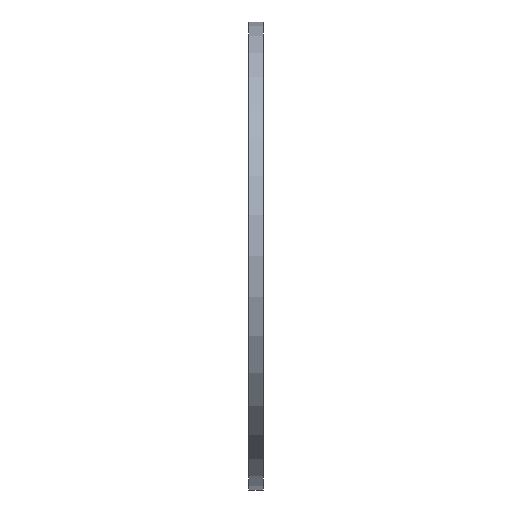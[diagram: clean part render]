
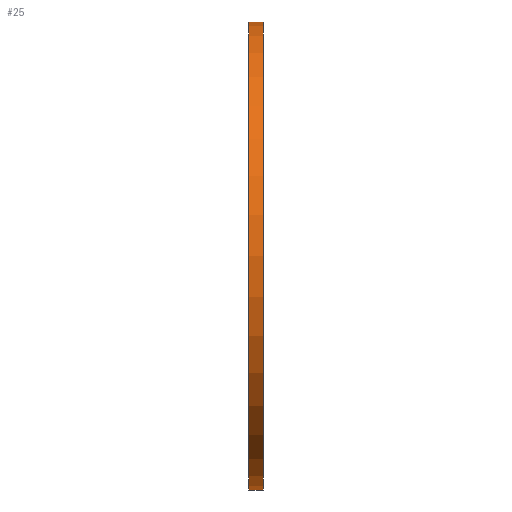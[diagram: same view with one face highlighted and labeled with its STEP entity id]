
A CAD part, left-side view. The second image highlights one B-rep face of the part: STEP entity #25.
In plain terms, the highlighted cylindrical face has radius 50 mm (diameter 100 mm), a partial arc.
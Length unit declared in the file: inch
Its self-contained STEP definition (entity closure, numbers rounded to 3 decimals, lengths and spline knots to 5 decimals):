
#25 = ADVANCED_FACE ( 'NONE', ( #1664 ), #1385, .T. ) ;
#60 = ORIENTED_EDGE ( 'NONE', *, *, #323, .T. ) ;
#119 = CARTESIAN_POINT ( 'NONE',  ( 0., 0., -1.9685 ) ) ;
#188 = DIRECTION ( 'NONE',  ( 0., -1., 0. ) ) ;
#303 = EDGE_LOOP ( 'NONE', ( #1172, #1857, #60, #509 ) ) ;
#323 = EDGE_CURVE ( 'NONE', #2393, #889, #3405, .T. ) ;
#351 = VERTEX_POINT ( 'NONE', #2457 ) ;
#364 = AXIS2_PLACEMENT_3D ( 'NONE', #805, #2097, #554 ) ;
#368 = DIRECTION ( 'NONE',  ( 0., -1., 0. ) ) ;
#509 = ORIENTED_EDGE ( 'NONE', *, *, #1230, .T. ) ;
#554 = DIRECTION ( 'NONE',  ( 0., 0., 1. ) ) ;
#654 = AXIS2_PLACEMENT_3D ( 'NONE', #1028, #1288, #1240 ) ;
#673 = VECTOR ( 'NONE', #368, 39.37008 ) ;
#726 = DIRECTION ( 'NONE',  ( 0., -1., 0. ) ) ;
#757 = CARTESIAN_POINT ( 'NONE',  ( 0., 0.125, 0. ) ) ;
#770 = CIRCLE ( 'NONE', #364, 1.9685 ) ;
#805 = CARTESIAN_POINT ( 'NONE',  ( 0., 0., 0. ) ) ;
#889 = VERTEX_POINT ( 'NONE', #119 ) ;
#1013 = CIRCLE ( 'NONE', #654, 1.9685 ) ;
#1028 = CARTESIAN_POINT ( 'NONE',  ( 0., 0.125, 0. ) ) ;
#1172 = ORIENTED_EDGE ( 'NONE', *, *, #1639, .F. ) ;
#1230 = EDGE_CURVE ( 'NONE', #889, #2728, #770, .T. ) ;
#1240 = DIRECTION ( 'NONE',  ( 0., 0., 1. ) ) ;
#1288 = DIRECTION ( 'NONE',  ( 0., 1., 0. ) ) ;
#1385 = CYLINDRICAL_SURFACE ( 'NONE', #3243, 1.9685 ) ;
#1431 = LINE ( 'NONE', #1766, #2377 ) ;
#1639 = EDGE_CURVE ( 'NONE', #351, #2728, #1431, .T. ) ;
#1664 = FACE_OUTER_BOUND ( 'NONE', #303, .T. ) ;
#1766 = CARTESIAN_POINT ( 'NONE',  ( 0., 0.125, 1.9685 ) ) ;
#1857 = ORIENTED_EDGE ( 'NONE', *, *, #2464, .F. ) ;
#1874 = CARTESIAN_POINT ( 'NONE',  ( 0., 0., 1.9685 ) ) ;
#2097 = DIRECTION ( 'NONE',  ( 0., 1., 0. ) ) ;
#2377 = VECTOR ( 'NONE', #188, 39.37008 ) ;
#2393 = VERTEX_POINT ( 'NONE', #2584 ) ;
#2457 = CARTESIAN_POINT ( 'NONE',  ( 0., 0.125, 1.9685 ) ) ;
#2464 = EDGE_CURVE ( 'NONE', #2393, #351, #1013, .T. ) ;
#2558 = DIRECTION ( 'NONE',  ( 0., 0., -1. ) ) ;
#2584 = CARTESIAN_POINT ( 'NONE',  ( 0., 0.125, -1.9685 ) ) ;
#2728 = VERTEX_POINT ( 'NONE', #1874 ) ;
#2922 = CARTESIAN_POINT ( 'NONE',  ( 0., 0.125, -1.9685 ) ) ;
#3243 = AXIS2_PLACEMENT_3D ( 'NONE', #757, #726, #2558 ) ;
#3405 = LINE ( 'NONE', #2922, #673 ) ;
